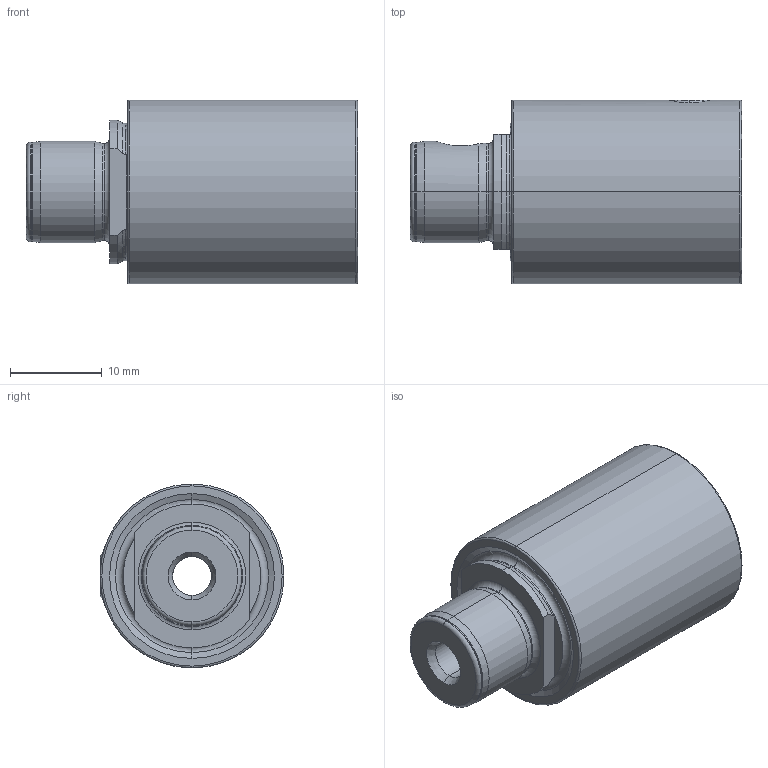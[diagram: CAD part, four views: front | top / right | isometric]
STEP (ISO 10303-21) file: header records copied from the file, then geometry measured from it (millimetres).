
FILE_DESCRIPTION (( 'STEP AP203' ), '1' );
FILE_NAME ('MB1.MB1.K01.025.STEP', '2013-09-25T13:48:01', ( 'baer' ), ( 'Hewlett-Packard Company' ), 'SwSTEP 2.0', 'SolidWorks 2012', '' );
FILE_SCHEMA (( 'CONFIG_CONTROL_DESIGN' ));
Length unit declared in the file: millimetre
Products named in the file (3): MB1-MB1.K01.025_B; MB1.MB1.K01.025; MB1-ER1.001.006_A
Assembly tree (2 placements, depth 2):
  MB1.MB1.K01.025
    MB1-MB1.K01.025_B
    MB1-ER1.001.006_A
Bounding box: 36 x 20 x 20 mm (x, y, z)
Volume: 7282.4 mm3; surface area: 3500.5 mm2
Topology: 2 solids, 2 shells, 120 faces, 286 edges, 172 vertices
Faces by surface type: cone 38, cylinder 30, torus 24, plane 24, bspline 4
Entity records: 4233 total; most frequent: CARTESIAN_POINT 1177, DIRECTION 604, ORIENTED_EDGE 568, EDGE_CURVE 284, AXIS2_PLACEMENT_3D 257, VERTEX_POINT 172, CIRCLE 136, EDGE_LOOP 130
